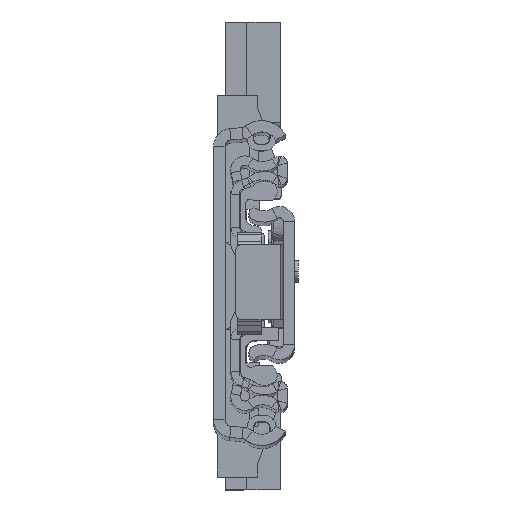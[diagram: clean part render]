
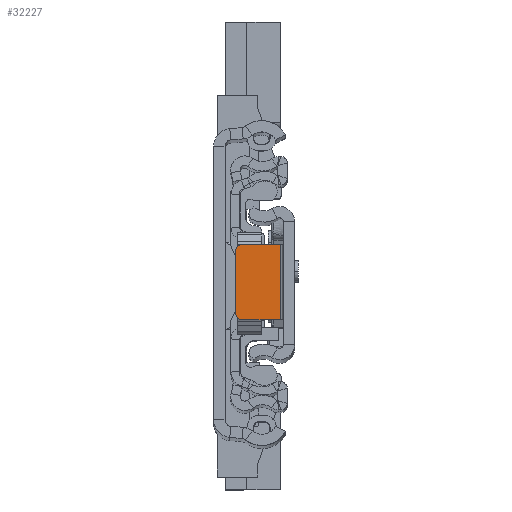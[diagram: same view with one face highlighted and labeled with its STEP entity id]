
A CAD part, top view. The second image highlights one B-rep face of the part: STEP entity #32227.
In plain terms, the highlighted planar face has unit normal (0, 0, 1).
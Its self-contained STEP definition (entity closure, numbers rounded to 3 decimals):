
#749 = VERTEX_POINT ( 'NONE', #20650 ) ;
#898 = EDGE_CURVE ( 'NONE', #36304, #25313, #21460, .T. ) ;
#1257 = AXIS2_PLACEMENT_3D ( 'NONE', #35649, #16230, #35037 ) ;
#2123 = LINE ( 'NONE', #6088, #7238 ) ;
#2155 = EDGE_CURVE ( 'NONE', #34744, #13197, #34911, .T. ) ;
#5979 = DIRECTION ( 'NONE',  ( 0., 0., 1. ) ) ;
#6088 = CARTESIAN_POINT ( 'NONE',  ( -2.3, 6.151, -6.8 ) ) ;
#6276 = CARTESIAN_POINT ( 'NONE',  ( -1.8, 6.151, -6.8 ) ) ;
#6648 = DIRECTION ( 'NONE',  ( -1., 0., 0. ) ) ;
#7238 = VECTOR ( 'NONE', #21771, 1000. ) ;
#10061 = AXIS2_PLACEMENT_3D ( 'NONE', #22267, #22479, #29189 ) ;
#10642 = EDGE_CURVE ( 'NONE', #13197, #16132, #2123, .T. ) ;
#10751 = AXIS2_PLACEMENT_3D ( 'NONE', #15190, #5979, #21642 ) ;
#10939 = VECTOR ( 'NONE', #31807, 1000. ) ;
#11090 = ORIENTED_EDGE ( 'NONE', *, *, #19177, .T. ) ;
#11505 = CARTESIAN_POINT ( 'NONE',  ( -9.4, -4.849, -6.8 ) ) ;
#12033 = CIRCLE ( 'NONE', #10061, 1. ) ;
#12699 = PLANE ( 'NONE',  #1257 ) ;
#12932 = ORIENTED_EDGE ( 'NONE', *, *, #18858, .F. ) ;
#13197 = VERTEX_POINT ( 'NONE', #32465 ) ;
#14860 = CARTESIAN_POINT ( 'NONE',  ( -9.4, 5.151, -6.8 ) ) ;
#15190 = CARTESIAN_POINT ( 'NONE',  ( -8.4, 5.151, -6.8 ) ) ;
#16013 = CARTESIAN_POINT ( 'NONE',  ( -8.4, 6.151, -6.8 ) ) ;
#16132 = VERTEX_POINT ( 'NONE', #41008 ) ;
#16230 = DIRECTION ( 'NONE',  ( 0., 0., 1. ) ) ;
#18491 = ORIENTED_EDGE ( 'NONE', *, *, #19047, .T. ) ;
#18858 = EDGE_CURVE ( 'NONE', #16132, #749, #28815, .T. ) ;
#19047 = EDGE_CURVE ( 'NONE', #34744, #25313, #21373, .T. ) ;
#19177 = EDGE_CURVE ( 'NONE', #36304, #749, #12033, .T. ) ;
#20650 = CARTESIAN_POINT ( 'NONE',  ( -8.4, -5.849, -6.8 ) ) ;
#21373 = CIRCLE ( 'NONE', #10751, 1. ) ;
#21460 = LINE ( 'NONE', #34193, #38262 ) ;
#21515 = ORIENTED_EDGE ( 'NONE', *, *, #10642, .F. ) ;
#21642 = DIRECTION ( 'NONE',  ( 1., 0., 0. ) ) ;
#21771 = DIRECTION ( 'NONE',  ( 0., -1., 0. ) ) ;
#22267 = CARTESIAN_POINT ( 'NONE',  ( -8.4, -4.849, -6.8 ) ) ;
#22479 = DIRECTION ( 'NONE',  ( 0., 0., 1. ) ) ;
#22736 = FACE_OUTER_BOUND ( 'NONE', #33479, .T. ) ;
#23495 = ORIENTED_EDGE ( 'NONE', *, *, #898, .F. ) ;
#24886 = ORIENTED_EDGE ( 'NONE', *, *, #2155, .F. ) ;
#25313 = VERTEX_POINT ( 'NONE', #14860 ) ;
#28815 = LINE ( 'NONE', #35673, #35639 ) ;
#29189 = DIRECTION ( 'NONE',  ( 1., 0., 0. ) ) ;
#31807 = DIRECTION ( 'NONE',  ( 1., 0., 0. ) ) ;
#32227 = ADVANCED_FACE ( 'NONE', ( #22736 ), #12699, .T. ) ;
#32465 = CARTESIAN_POINT ( 'NONE',  ( -2.3, 6.151, -6.8 ) ) ;
#33479 = EDGE_LOOP ( 'NONE', ( #23495, #11090, #12932, #21515, #24886, #18491 ) ) ;
#34193 = CARTESIAN_POINT ( 'NONE',  ( -9.4, 6.151, -6.8 ) ) ;
#34744 = VERTEX_POINT ( 'NONE', #16013 ) ;
#34911 = LINE ( 'NONE', #6276, #10939 ) ;
#35037 = DIRECTION ( 'NONE',  ( 1., 0., 0. ) ) ;
#35639 = VECTOR ( 'NONE', #6648, 1000. ) ;
#35649 = CARTESIAN_POINT ( 'NONE',  ( 0., 0., -6.8 ) ) ;
#35673 = CARTESIAN_POINT ( 'NONE',  ( -9.4, -5.849, -6.8 ) ) ;
#36304 = VERTEX_POINT ( 'NONE', #11505 ) ;
#37732 = DIRECTION ( 'NONE',  ( 0., 1., 0. ) ) ;
#38262 = VECTOR ( 'NONE', #37732, 1000. ) ;
#41008 = CARTESIAN_POINT ( 'NONE',  ( -2.3, -5.849, -6.8 ) ) ;
